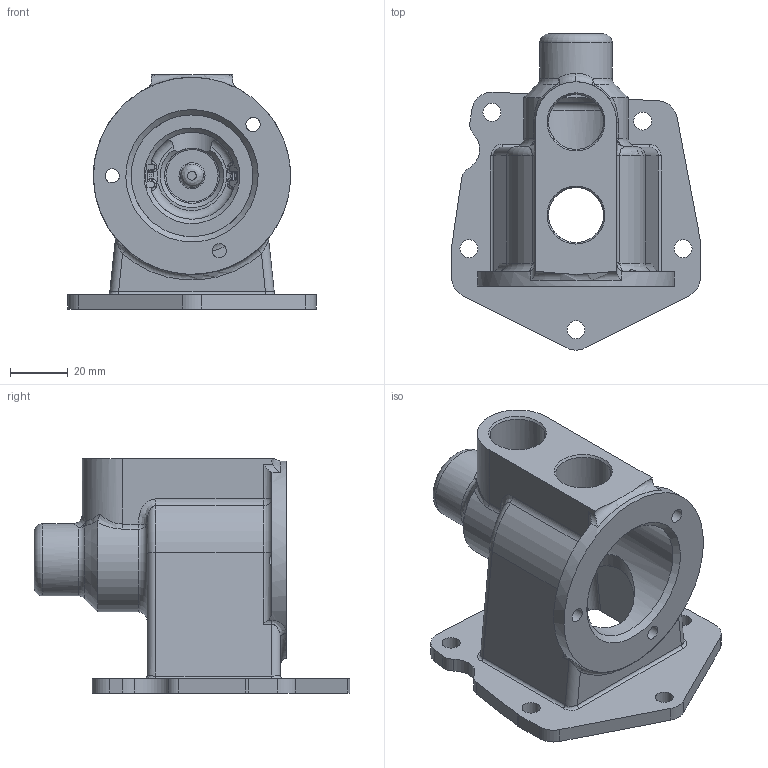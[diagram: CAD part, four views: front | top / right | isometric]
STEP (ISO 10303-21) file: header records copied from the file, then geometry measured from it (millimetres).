
FILE_DESCRIPTION((''),'2;1');
FILE_NAME('ESSAI.stp','2021-05-03T17:16:04',(''),(''),'STEP Write','Mastercam 2021 ... CNC Software, Inc.','');
FILE_SCHEMA(('AUTOMOTIVE_DESIGN'));
Length unit declared in the file: millimetre
Products named in the file (1): None
Bounding box: 85.9 x 109 x 80.8 mm (x, y, z)
Volume: 90979.4 mm3; surface area: 45239.2 mm2
Topology: 1 solids, 1 shells, 216 faces, 619 edges, 401 vertices
Faces by surface type: cylinder 96, bspline 44, plane 41, torus 17, sphere 10, cone 8
Full cylindrical faces by diameter (mm): 4.917 x3, 5.6 x2, 6.2 x5, 8 x1, 19 x3, 25 x1, 36 x1, 42 x1, 68 x1
Entity records: 11455 total; most frequent: CARTESIAN_POINT 6282, ORIENTED_EDGE 1114, DIRECTION 835, EDGE_CURVE 557, VERTEX_POINT 367, AXIS2_PLACEMENT_3D 339, EDGE_LOOP 266, STYLED_ITEM 230
